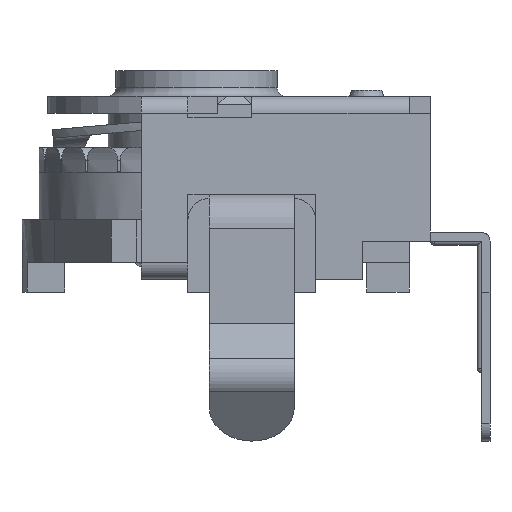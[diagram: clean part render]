
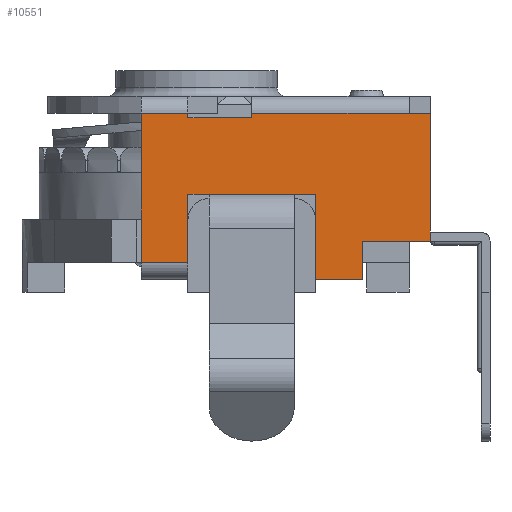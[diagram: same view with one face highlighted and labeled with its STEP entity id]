
A CAD part, front view. The second image highlights one B-rep face of the part: STEP entity #10551.
In plain terms, the highlighted face is planar.
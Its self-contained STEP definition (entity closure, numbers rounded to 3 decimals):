
#1058=FACE_OUTER_BOUND('',#1624,.T.);
#1624=EDGE_LOOP('',(#8267,#8268,#8269,#8270,#8271,#8272,#8273,#8274,#8275,
#8276,#8277,#8278,#8279,#8280,#8281,#8282,#8283));
#2351=LINE('',#15736,#3453);
#2596=LINE('',#16236,#3698);
#2597=LINE('',#16239,#3699);
#2598=LINE('',#16240,#3700);
#2599=LINE('',#16242,#3701);
#2600=LINE('',#16244,#3702);
#2601=LINE('',#16246,#3703);
#2602=LINE('',#16248,#3704);
#2603=LINE('',#16250,#3705);
#2604=LINE('',#16252,#3706);
#2605=LINE('',#16254,#3707);
#2606=LINE('',#16256,#3708);
#2607=LINE('',#16258,#3709);
#2608=LINE('',#16260,#3710);
#2609=LINE('',#16262,#3711);
#2610=LINE('',#16264,#3712);
#2611=LINE('',#16265,#3713);
#3453=VECTOR('',#12834,10.);
#3698=VECTOR('',#13257,10.);
#3699=VECTOR('',#13260,10.);
#3700=VECTOR('',#13261,10.);
#3701=VECTOR('',#13262,10.);
#3702=VECTOR('',#13263,10.);
#3703=VECTOR('',#13264,10.);
#3704=VECTOR('',#13265,10.);
#3705=VECTOR('',#13266,10.);
#3706=VECTOR('',#13267,10.);
#3707=VECTOR('',#13268,10.);
#3708=VECTOR('',#13269,10.);
#3709=VECTOR('',#13270,10.);
#3710=VECTOR('',#13271,10.);
#3711=VECTOR('',#13272,10.);
#3712=VECTOR('',#13273,10.);
#3713=VECTOR('',#13274,10.);
#4473=VERTEX_POINT('',#15657);
#4498=VERTEX_POINT('',#15731);
#4661=VERTEX_POINT('',#16229);
#4664=VERTEX_POINT('',#16234);
#4665=VERTEX_POINT('',#16238);
#4666=VERTEX_POINT('',#16241);
#4667=VERTEX_POINT('',#16243);
#4668=VERTEX_POINT('',#16245);
#4669=VERTEX_POINT('',#16247);
#4670=VERTEX_POINT('',#16249);
#4671=VERTEX_POINT('',#16251);
#4672=VERTEX_POINT('',#16253);
#4673=VERTEX_POINT('',#16255);
#4674=VERTEX_POINT('',#16257);
#4675=VERTEX_POINT('',#16259);
#4676=VERTEX_POINT('',#16261);
#4677=VERTEX_POINT('',#16263);
#5740=EDGE_CURVE('',#4498,#4473,#2351,.T.);
#5987=EDGE_CURVE('',#4664,#4661,#2596,.T.);
#5988=EDGE_CURVE('',#4665,#4664,#2597,.T.);
#5989=EDGE_CURVE('',#4498,#4665,#2598,.T.);
#5990=EDGE_CURVE('',#4666,#4473,#2599,.T.);
#5991=EDGE_CURVE('',#4666,#4667,#2600,.T.);
#5992=EDGE_CURVE('',#4668,#4667,#2601,.T.);
#5993=EDGE_CURVE('',#4669,#4668,#2602,.T.);
#5994=EDGE_CURVE('',#4670,#4669,#2603,.T.);
#5995=EDGE_CURVE('',#4670,#4671,#2604,.T.);
#5996=EDGE_CURVE('',#4671,#4672,#2605,.T.);
#5997=EDGE_CURVE('',#4673,#4672,#2606,.T.);
#5998=EDGE_CURVE('',#4673,#4674,#2607,.T.);
#5999=EDGE_CURVE('',#4674,#4675,#2608,.T.);
#6000=EDGE_CURVE('',#4675,#4676,#2609,.T.);
#6001=EDGE_CURVE('',#4677,#4676,#2610,.T.);
#6002=EDGE_CURVE('',#4677,#4661,#2611,.T.);
#8267=ORIENTED_EDGE('',*,*,#5987,.F.);
#8268=ORIENTED_EDGE('',*,*,#5988,.F.);
#8269=ORIENTED_EDGE('',*,*,#5989,.F.);
#8270=ORIENTED_EDGE('',*,*,#5740,.T.);
#8271=ORIENTED_EDGE('',*,*,#5990,.F.);
#8272=ORIENTED_EDGE('',*,*,#5991,.T.);
#8273=ORIENTED_EDGE('',*,*,#5992,.F.);
#8274=ORIENTED_EDGE('',*,*,#5993,.F.);
#8275=ORIENTED_EDGE('',*,*,#5994,.F.);
#8276=ORIENTED_EDGE('',*,*,#5995,.T.);
#8277=ORIENTED_EDGE('',*,*,#5996,.T.);
#8278=ORIENTED_EDGE('',*,*,#5997,.F.);
#8279=ORIENTED_EDGE('',*,*,#5998,.T.);
#8280=ORIENTED_EDGE('',*,*,#5999,.T.);
#8281=ORIENTED_EDGE('',*,*,#6000,.T.);
#8282=ORIENTED_EDGE('',*,*,#6001,.F.);
#8283=ORIENTED_EDGE('',*,*,#6002,.T.);
#10149=PLANE('',#11364);
#10551=ADVANCED_FACE('',(#1058),#10149,.T.);
#11364=AXIS2_PLACEMENT_3D('',#16237,#13258,#13259);
#12834=DIRECTION('',(1.,0.,0.));
#13257=DIRECTION('',(-1.,0.,0.));
#13258=DIRECTION('center_axis',(0.,0.,1.));
#13259=DIRECTION('ref_axis',(1.,0.,0.));
#13260=DIRECTION('',(0.,-1.,0.));
#13261=DIRECTION('',(-1.,0.,0.));
#13262=DIRECTION('',(-1.,0.,0.));
#13263=DIRECTION('',(0.,-1.,0.));
#13264=DIRECTION('',(-1.,0.,0.));
#13265=DIRECTION('',(0.,-1.,0.));
#13266=DIRECTION('',(-1.,0.,0.));
#13267=DIRECTION('',(0.,1.,0.));
#13268=DIRECTION('',(-1.,0.,0.));
#13269=DIRECTION('',(1.,0.,0.));
#13270=DIRECTION('',(0.,-1.,0.));
#13271=DIRECTION('',(-1.,0.,0.));
#13272=DIRECTION('',(0.,1.,0.));
#13273=DIRECTION('',(1.,0.,0.));
#13274=DIRECTION('',(0.,-1.,0.));
#15657=CARTESIAN_POINT('',(2.3,-1.9,4.85));
#15731=CARTESIAN_POINT('',(0.3,-1.9,4.85));
#15736=CARTESIAN_POINT('',(0.5,-1.9,4.85));
#16229=CARTESIAN_POINT('',(-1.3,-3.5,4.85));
#16234=CARTESIAN_POINT('',(-0.2,-3.5,4.85));
#16236=CARTESIAN_POINT('',(-1.025,-3.5,4.85));
#16237=CARTESIAN_POINT('Origin',(-1.3,0.,4.85));
#16238=CARTESIAN_POINT('',(-0.2,-1.9,4.85));
#16239=CARTESIAN_POINT('',(-0.2,-1.9,4.85));
#16240=CARTESIAN_POINT('',(-1.3,-1.9,4.85));
#16241=CARTESIAN_POINT('',(2.8,-1.9,4.85));
#16242=CARTESIAN_POINT('',(-1.3,-1.9,4.85));
#16243=CARTESIAN_POINT('',(2.8,-3.9,4.85));
#16244=CARTESIAN_POINT('',(2.8,-1.9,4.85));
#16245=CARTESIAN_POINT('',(3.9,-3.9,4.85));
#16246=CARTESIAN_POINT('',(3.9,-3.9,4.85));
#16247=CARTESIAN_POINT('',(3.9,-3.,4.85));
#16248=CARTESIAN_POINT('',(3.9,-3.,4.85));
#16249=CARTESIAN_POINT('',(5.5,-3.,4.85));
#16250=CARTESIAN_POINT('',(5.5,-3.,4.85));
#16251=CARTESIAN_POINT('',(5.5,0.,4.85));
#16252=CARTESIAN_POINT('',(5.5,0.,4.85));
#16253=CARTESIAN_POINT('',(5.,0.,4.85));
#16254=CARTESIAN_POINT('',(1.975,0.,4.85));
#16255=CARTESIAN_POINT('',(1.3,0.,4.85));
#16256=CARTESIAN_POINT('',(0.277,0.,4.85));
#16257=CARTESIAN_POINT('',(1.3,-0.1,4.85));
#16258=CARTESIAN_POINT('',(1.3,0.2,4.85));
#16259=CARTESIAN_POINT('',(-0.2,-0.1,4.85));
#16260=CARTESIAN_POINT('',(-0.336,-0.1,4.85));
#16261=CARTESIAN_POINT('',(-0.2,0.,4.85));
#16262=CARTESIAN_POINT('',(-0.2,0.2,4.85));
#16263=CARTESIAN_POINT('',(-1.3,0.,4.85));
#16264=CARTESIAN_POINT('',(0.277,0.,4.85));
#16265=CARTESIAN_POINT('',(-1.3,0.,4.85));
